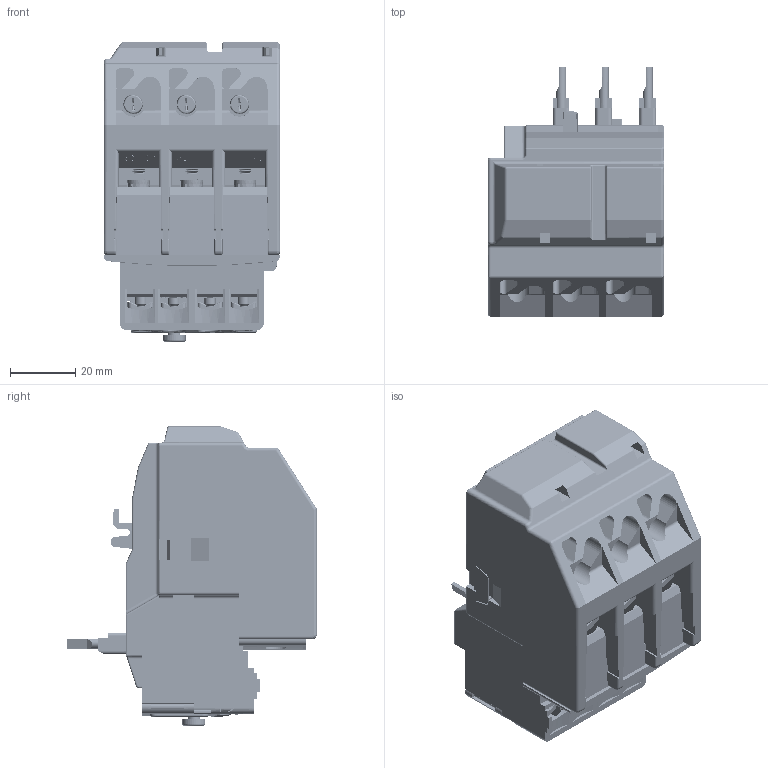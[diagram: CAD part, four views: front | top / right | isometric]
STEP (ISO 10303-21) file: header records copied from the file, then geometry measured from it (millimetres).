
FILE_DESCRIPTION((''),'2;1');
FILE_NAME('36G__ASM','2017-09-22T',('maoch'),(''),'PRO/ENGINEER BY PARAMETRIC TECHNOLOGY CORPORATION, 2009460','PRO/ENGINEER BY PARAMETRIC TECHNOLOGY CORPORATION, 2009460','');
FILE_SCHEMA(('CONFIG_CONTROL_DESIGN'));
Products named in the file (48): 36____-168973; M4__15____-168969; M4__15____-168979_ASM; 36____-169006; PRODUCT_381097; PRODUCT_381159; M3_5__8____; 36LIANJIEBAN; 36KETI; ____1-168809; ______1-168825_ASM; 5550020_____ASM; ________11; PRODUCT_382417_ASM; 5550021_____ASM; PRODUCT_382109_ASM; PRODUCT_382628; JIECHUBAN009; ____3-263155; ____________ASM; ____3-168718_ASM; PRODUCT_382679; TUIBAI; PART1; ____2-168692; ____1-168707_ASM; PRODUCT_382764; PRODUCT_382798; TINZHIANNIU; ____N; 8205004; 5421193_ASM_ASM; _________28_36_ASM; 36FUZHAO; M2_2__8________; ____-36; PRODUCT_381838; 36____-168929; PRODUCT_381928; 36XIANJIA ...
Assembly tree (61 placements, depth 6):
  36G__ASM
    36G_____ASM
      M4__15____-168979_ASM  x5
        36____-168973
        M4__15____-168969
      36____-169006
      PRODUCT_381097
      PRODUCT_381159
      M3_5__8____  x3
      36LIANJIEBAN  x3
      36KETI
      _________28_36_ASM
        5550020_____ASM
          ____1-168809
          ______1-168825_ASM
        5550021_____ASM
          ________11
          PRODUCT_382417_ASM
        PRODUCT_382109_ASM
        PRODUCT_382628
        ____3-168718_ASM
          JIECHUBAN009
          ____________ASM
            ____3-263155
        PRODUCT_382679
        TUIBAI
        PART1
        ____1-168707_ASM
          ____________ASM
            ____3-263155
          ____2-168692
        PRODUCT_382764
        PRODUCT_382798
        TINZHIANNIU
        ____N
        5421193_ASM_ASM
          8205004
      36FUZHAO
      M2_2__8________
      ____-36  x3
      PRODUCT_381838
      36____-168929
      PRODUCT_381928
      36XIANJIA
      36GAI
    _36G__
    8ZTD-253-071
    5ZTJ-850-001_ASM  x4
      8ZTJ-907-002
      8ZTJ-950-003
Bounding box: 54.1 x 76.5 x 91.7 mm (x, y, z)
Volume: 104503 mm3; surface area: 108393 mm2
Topology: 54 solids, 58 shells, 6722 faces, 21937 edges, 15808 vertices
Faces by surface type: plane 4210, cylinder 1424, cone 670, bspline 209, torus 111, sphere 88, extrusion 10
Entity records: 223691 total; most frequent: CARTESIAN_POINT 64848, ORIENTED_EDGE 36378, DIRECTION 28556, EDGE_CURVE 18190, VERTEX_POINT 13565, VECTOR 13168, LINE 13158, AXIS2_PLACEMENT_3D 7694
